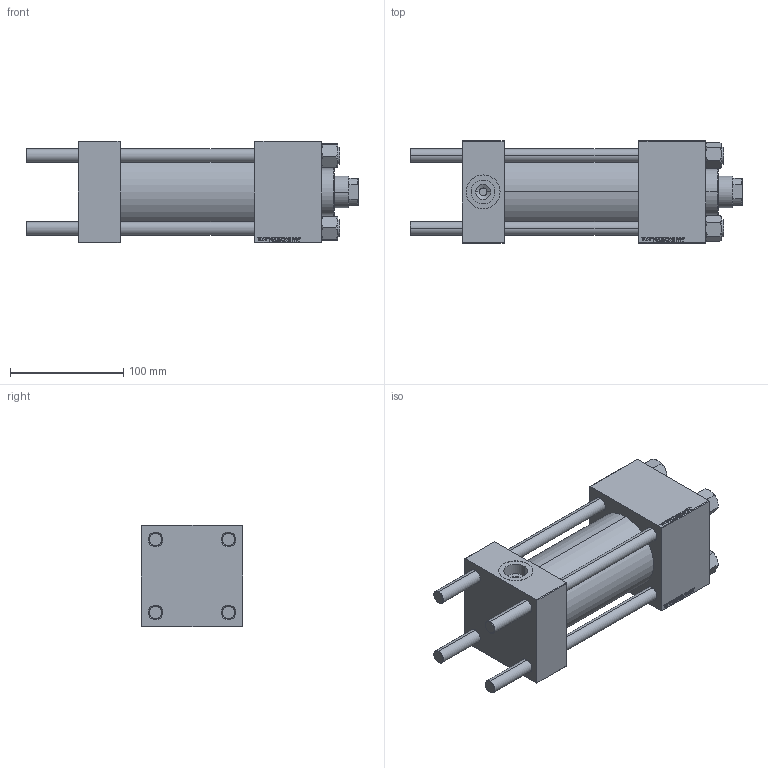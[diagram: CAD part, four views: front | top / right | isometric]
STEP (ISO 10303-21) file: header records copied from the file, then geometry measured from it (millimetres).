
FILE_DESCRIPTION (( 'STEP AP203' ), '1' );
FILE_NAME ('fcfd.STEP', '2022-04-16T15:04:44', ( '' ), ( '' ), 'SwSTEP 2.0', 'SolidWorks 2019', '' );
FILE_SCHEMA (( 'CONFIG_CONTROL_DESIGN' ));
Length unit declared in the file: millimetre
Products named in the file (6): V215CR_BODY_A ffb142709f7e955c0e33c61e0773a644; V215CR_VCP ffb142709f7e955c0e33c61e0773a644; fcfd; V215_VC_A ffb142709f7e955c0e33c61e0773a644; NUT_M5 ffb142709f7e955c0e33c61e0773a644; CR025_012_A_0_G_A_G_M_020_+#_##_TYCINKA ffb142709f7e955c0e33c61e0773a644
Assembly tree (11 placements, depth 2):
  fcfd
    V215CR_BODY_A ffb142709f7e955c0e33c61e0773a644
    CR025_012_A_0_G_A_G_M_020_+#_##_TYCINKA ffb142709f7e955c0e33c61e0773a644  x4
    NUT_M5 ffb142709f7e955c0e33c61e0773a644  x4
    V215CR_VCP ffb142709f7e955c0e33c61e0773a644
    V215_VC_A ffb142709f7e955c0e33c61e0773a644
Bounding box: 293 x 90 x 90 mm (x, y, z)
Volume: 1081214.4 mm3; surface area: 234136 mm2
Topology: 11 solids, 11 shells, 1139 faces, 2862 edges, 1857 vertices
Faces by surface type: plane 521, bspline 392, cone 136, cylinder 82, torus 8
Entity records: 50035 total; most frequent: CARTESIAN_POINT 27076, ORIENTED_EDGE 5216, DIRECTION 3266, EDGE_CURVE 2608, VERTEX_POINT 1713, LINE 1586, VECTOR 1586, EDGE_LOOP 1149
